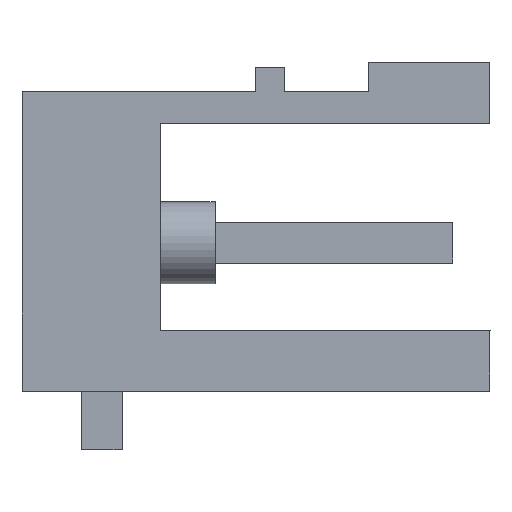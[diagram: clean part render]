
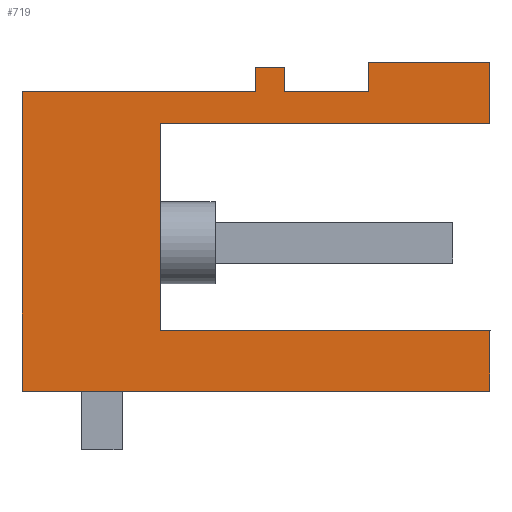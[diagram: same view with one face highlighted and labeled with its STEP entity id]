
A CAD part, left-side view. The second image highlights one B-rep face of the part: STEP entity #719.
In plain terms, the highlighted planar face has unit normal (-1, 0, 0).
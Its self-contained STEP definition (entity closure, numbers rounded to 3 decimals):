
#619=AXIS2_PLACEMENT_3D('Plane Axis2P3D',#616,#617,#618) ;
#254=CARTESIAN_POINT('Vertex',(0.,12.,1.5)) ;
#257=CARTESIAN_POINT('Line Origine',(0.,12.,5.34)) ;
#261=CARTESIAN_POINT('Vertex',(0.,12.,9.18)) ;
#508=CARTESIAN_POINT('Vertex',(0.,0.,1.5)) ;
#511=CARTESIAN_POINT('Line Origine',(0.,6.,1.5)) ;
#616=CARTESIAN_POINT('Axis2P3D Location',(0.,12.,0.)) ;
#621=CARTESIAN_POINT('Line Origine',(0.,0.,9.146)) ;
#625=CARTESIAN_POINT('Vertex',(0.,0.,8.363)) ;
#627=CARTESIAN_POINT('Vertex',(0.,0.,9.93)) ;
#630=CARTESIAN_POINT('Line Origine',(0.,1.56,9.93)) ;
#634=CARTESIAN_POINT('Vertex',(0.,3.12,9.93)) ;
#637=CARTESIAN_POINT('Line Origine',(0.,3.12,9.555)) ;
#641=CARTESIAN_POINT('Vertex',(0.,3.12,9.18)) ;
#644=CARTESIAN_POINT('Line Origine',(0.,4.195,9.18)) ;
#648=CARTESIAN_POINT('Vertex',(0.,5.27,9.18)) ;
#651=CARTESIAN_POINT('Line Origine',(0.,5.27,9.49)) ;
#655=CARTESIAN_POINT('Vertex',(0.,5.27,9.8)) ;
#658=CARTESIAN_POINT('Line Origine',(0.,5.645,9.8)) ;
#662=CARTESIAN_POINT('Vertex',(0.,6.02,9.8)) ;
#665=CARTESIAN_POINT('Line Origine',(0.,6.02,9.49)) ;
#669=CARTESIAN_POINT('Vertex',(0.,6.02,9.18)) ;
#672=CARTESIAN_POINT('Line Origine',(0.,9.01,9.18)) ;
#677=CARTESIAN_POINT('Line Origine',(0.,0.,2.275)) ;
#681=CARTESIAN_POINT('Vertex',(0.,0.,3.05)) ;
#684=CARTESIAN_POINT('Line Origine',(0.,4.225,3.05)) ;
#688=CARTESIAN_POINT('Vertex',(0.,8.45,3.05)) ;
#691=CARTESIAN_POINT('Line Origine',(0.,8.45,5.707)) ;
#695=CARTESIAN_POINT('Vertex',(0.,8.45,8.363)) ;
#698=CARTESIAN_POINT('Line Origine',(0.,4.225,8.363)) ;
#258=DIRECTION('Vector Direction',(0.,0.,-1.)) ;
#512=DIRECTION('Vector Direction',(0.,1.,0.)) ;
#617=DIRECTION('Axis2P3D Direction',(-1.,0.,0.)) ;
#618=DIRECTION('Axis2P3D XDirection',(0.,-1.,0.)) ;
#622=DIRECTION('Vector Direction',(0.,0.,-1.)) ;
#631=DIRECTION('Vector Direction',(0.,1.,0.)) ;
#638=DIRECTION('Vector Direction',(0.,0.,1.)) ;
#645=DIRECTION('Vector Direction',(0.,1.,0.)) ;
#652=DIRECTION('Vector Direction',(0.,0.,1.)) ;
#659=DIRECTION('Vector Direction',(0.,-1.,0.)) ;
#666=DIRECTION('Vector Direction',(0.,0.,1.)) ;
#673=DIRECTION('Vector Direction',(0.,-1.,0.)) ;
#678=DIRECTION('Vector Direction',(0.,0.,1.)) ;
#685=DIRECTION('Vector Direction',(0.,1.,0.)) ;
#692=DIRECTION('Vector Direction',(0.,0.,1.)) ;
#699=DIRECTION('Vector Direction',(0.,1.,0.)) ;
#259=VECTOR('Line Direction',#258,1.) ;
#513=VECTOR('Line Direction',#512,1.) ;
#623=VECTOR('Line Direction',#622,1.) ;
#632=VECTOR('Line Direction',#631,1.) ;
#639=VECTOR('Line Direction',#638,1.) ;
#646=VECTOR('Line Direction',#645,1.) ;
#653=VECTOR('Line Direction',#652,1.) ;
#660=VECTOR('Line Direction',#659,1.) ;
#667=VECTOR('Line Direction',#666,1.) ;
#674=VECTOR('Line Direction',#673,1.) ;
#679=VECTOR('Line Direction',#678,1.) ;
#686=VECTOR('Line Direction',#685,1.) ;
#693=VECTOR('Line Direction',#692,1.) ;
#700=VECTOR('Line Direction',#699,1.) ;
#704=ORIENTED_EDGE('',*,*,#629,.T.) ;
#705=ORIENTED_EDGE('',*,*,#636,.T.) ;
#706=ORIENTED_EDGE('',*,*,#643,.T.) ;
#707=ORIENTED_EDGE('',*,*,#650,.T.) ;
#708=ORIENTED_EDGE('',*,*,#657,.T.) ;
#709=ORIENTED_EDGE('',*,*,#664,.T.) ;
#710=ORIENTED_EDGE('',*,*,#671,.T.) ;
#711=ORIENTED_EDGE('',*,*,#676,.F.) ;
#712=ORIENTED_EDGE('',*,*,#263,.T.) ;
#713=ORIENTED_EDGE('',*,*,#515,.F.) ;
#714=ORIENTED_EDGE('',*,*,#683,.T.) ;
#715=ORIENTED_EDGE('',*,*,#690,.T.) ;
#716=ORIENTED_EDGE('',*,*,#697,.T.) ;
#717=ORIENTED_EDGE('',*,*,#702,.T.) ;
#719=ADVANCED_FACE('Housing',(#718),#620,.T.) ;
#263=EDGE_CURVE('',#262,#255,#260,.T.) ;
#515=EDGE_CURVE('',#509,#255,#514,.T.) ;
#629=EDGE_CURVE('',#626,#628,#624,.F.) ;
#636=EDGE_CURVE('',#628,#635,#633,.T.) ;
#643=EDGE_CURVE('',#635,#642,#640,.F.) ;
#650=EDGE_CURVE('',#642,#649,#647,.T.) ;
#657=EDGE_CURVE('',#649,#656,#654,.T.) ;
#664=EDGE_CURVE('',#656,#663,#661,.F.) ;
#671=EDGE_CURVE('',#663,#670,#668,.F.) ;
#676=EDGE_CURVE('',#262,#670,#675,.T.) ;
#683=EDGE_CURVE('',#509,#682,#680,.T.) ;
#690=EDGE_CURVE('',#682,#689,#687,.T.) ;
#697=EDGE_CURVE('',#689,#696,#694,.T.) ;
#702=EDGE_CURVE('',#696,#626,#701,.F.) ;
#703=EDGE_LOOP('',(#704,#705,#706,#707,#708,#709,#710,#711,#712,#713,#714,#715,#716,#717)) ;
#718=FACE_OUTER_BOUND('',#703,.T.) ;
#260=LINE('Line',#257,#259) ;
#514=LINE('Line',#511,#513) ;
#624=LINE('Line',#621,#623) ;
#633=LINE('Line',#630,#632) ;
#640=LINE('Line',#637,#639) ;
#647=LINE('Line',#644,#646) ;
#654=LINE('Line',#651,#653) ;
#661=LINE('Line',#658,#660) ;
#668=LINE('Line',#665,#667) ;
#675=LINE('Line',#672,#674) ;
#680=LINE('Line',#677,#679) ;
#687=LINE('Line',#684,#686) ;
#694=LINE('Line',#691,#693) ;
#701=LINE('Line',#698,#700) ;
#620=PLANE('',#619) ;
#255=VERTEX_POINT('',#254) ;
#262=VERTEX_POINT('',#261) ;
#509=VERTEX_POINT('',#508) ;
#626=VERTEX_POINT('',#625) ;
#628=VERTEX_POINT('',#627) ;
#635=VERTEX_POINT('',#634) ;
#642=VERTEX_POINT('',#641) ;
#649=VERTEX_POINT('',#648) ;
#656=VERTEX_POINT('',#655) ;
#663=VERTEX_POINT('',#662) ;
#670=VERTEX_POINT('',#669) ;
#682=VERTEX_POINT('',#681) ;
#689=VERTEX_POINT('',#688) ;
#696=VERTEX_POINT('',#695) ;
